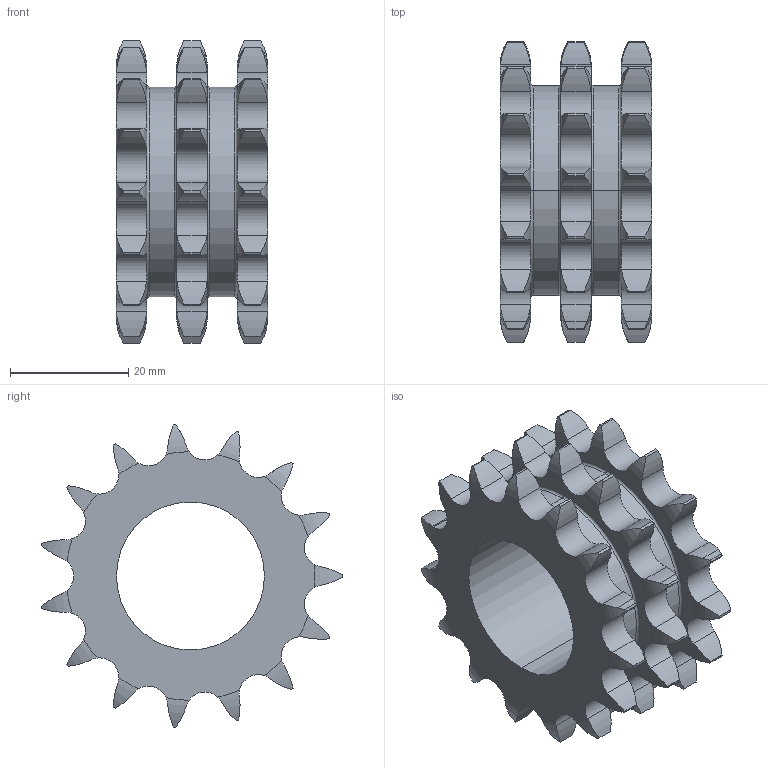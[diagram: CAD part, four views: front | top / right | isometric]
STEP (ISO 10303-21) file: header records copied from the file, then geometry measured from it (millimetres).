
FILE_DESCRIPTION (( 'STEP AP203' ), '1' );
FILE_NAME ('15Z 06B-3 idler.STEP', '2017-03-10T10:43:28', ( '' ), ( '' ), 'SwSTEP 2.0', 'SolidWorks 2015', '' );
FILE_SCHEMA (( 'CONFIG_CONTROL_DESIGN' ));
Length unit declared in the file: millimetre
Products named in the file (1): 15Z 06B-3 idler
Bounding box: 25.69 x 50.85 x 51.13 mm (x, y, z)
Volume: 20293.8 mm3; surface area: 10435.8 mm2
Topology: 1 solids, 1 shells, 314 faces, 916 edges, 608 vertices
Faces by surface type: cylinder 210, torus 98, plane 6
Entity records: 11639 total; most frequent: CARTESIAN_POINT 3687, ORIENTED_EDGE 1832, DIRECTION 1484, EDGE_CURVE 916, AXIS2_PLACEMENT_3D 637, VERTEX_POINT 608, B_SPLINE_CURVE_WITH_KNOTS 384, CIRCLE 322
